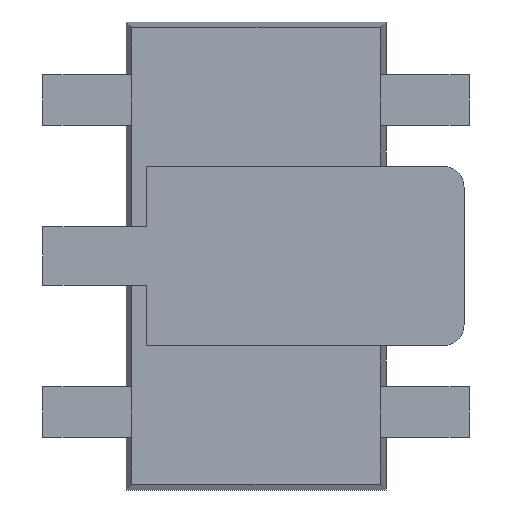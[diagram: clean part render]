
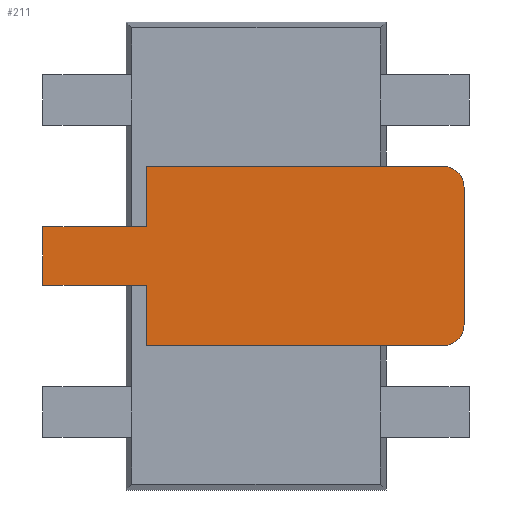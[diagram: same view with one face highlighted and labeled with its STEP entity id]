
A CAD part, front view. The second image highlights one B-rep face of the part: STEP entity #211.
In plain terms, the highlighted planar face has unit normal (0, -1, 0).
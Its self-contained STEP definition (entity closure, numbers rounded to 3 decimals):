
#4 = DIRECTION ( 'NONE',  ( 0., 1., 0. ) ) ;
#14 = VECTOR ( 'NONE', #554, 1000. ) ;
#67 = LINE ( 'NONE', #570, #14 ) ;
#85 = EDGE_CURVE ( 'NONE', #2107, #1236, #1942, .T. ) ;
#96 = CARTESIAN_POINT ( 'NONE',  ( -2.05, 0., -0.28 ) ) ;
#132 = CARTESIAN_POINT ( 'NONE',  ( 1.8, 0., -0.663 ) ) ;
#189 = CARTESIAN_POINT ( 'NONE',  ( 2., 0., 0.663 ) ) ;
#192 = DIRECTION ( 'NONE',  ( 0., 0., 1. ) ) ;
#211 = ADVANCED_FACE ( 'NONE', ( #391 ), #1323, .F. ) ;
#224 = CARTESIAN_POINT ( 'NONE',  ( 1.8, 0., -0.863 ) ) ;
#271 = EDGE_CURVE ( 'NONE', #2097, #679, #1565, .T. ) ;
#291 = CARTESIAN_POINT ( 'NONE',  ( -1.05, 0., 0.28 ) ) ;
#300 = LINE ( 'NONE', #291, #1622 ) ;
#311 = VECTOR ( 'NONE', #1897, 1000. ) ;
#337 = ORIENTED_EDGE ( 'NONE', *, *, #1759, .F. ) ;
#349 = CARTESIAN_POINT ( 'NONE',  ( 1.8, 0., 0.862 ) ) ;
#351 = ORIENTED_EDGE ( 'NONE', *, *, #1548, .F. ) ;
#379 = ORIENTED_EDGE ( 'NONE', *, *, #85, .F. ) ;
#391 = FACE_OUTER_BOUND ( 'NONE', #1881, .T. ) ;
#502 = CARTESIAN_POINT ( 'NONE',  ( -1.05, 0., -0.28 ) ) ;
#554 = DIRECTION ( 'NONE',  ( -1., 0., 0. ) ) ;
#570 = CARTESIAN_POINT ( 'NONE',  ( -1.05, 0., -0.863 ) ) ;
#603 = DIRECTION ( 'NONE',  ( 0., 0., 1. ) ) ;
#604 = DIRECTION ( 'NONE',  ( -1., 0., 0. ) ) ;
#628 = DIRECTION ( 'NONE',  ( 0., 1., 0. ) ) ;
#676 = CARTESIAN_POINT ( 'NONE',  ( -1.05, 0., 0.28 ) ) ;
#679 = VERTEX_POINT ( 'NONE', #1980 ) ;
#706 = VECTOR ( 'NONE', #603, 1000. ) ;
#712 = VECTOR ( 'NONE', #1964, 1000. ) ;
#721 = CARTESIAN_POINT ( 'NONE',  ( -2.05, 0., -0.28 ) ) ;
#764 = CARTESIAN_POINT ( 'NONE',  ( -1.05, 0., 0.863 ) ) ;
#804 = CARTESIAN_POINT ( 'NONE',  ( -1.05, 0., -0.863 ) ) ;
#823 = LINE ( 'NONE', #502, #712 ) ;
#835 = VERTEX_POINT ( 'NONE', #764 ) ;
#860 = EDGE_CURVE ( 'NONE', #1236, #969, #67, .T. ) ;
#964 = EDGE_CURVE ( 'NONE', #1585, #835, #300, .T. ) ;
#969 = VERTEX_POINT ( 'NONE', #804 ) ;
#990 = DIRECTION ( 'NONE',  ( 1., 0., 0. ) ) ;
#1020 = CARTESIAN_POINT ( 'NONE',  ( 1.8, 0., 0.663 ) ) ;
#1046 = ORIENTED_EDGE ( 'NONE', *, *, #271, .F. ) ;
#1107 = LINE ( 'NONE', #2076, #1607 ) ;
#1141 = ORIENTED_EDGE ( 'NONE', *, *, #1170, .F. ) ;
#1170 = EDGE_CURVE ( 'NONE', #679, #1585, #2010, .T. ) ;
#1173 = DIRECTION ( 'NONE',  ( 0., 0., 1. ) ) ;
#1236 = VERTEX_POINT ( 'NONE', #224 ) ;
#1283 = VECTOR ( 'NONE', #990, 1000. ) ;
#1284 = CIRCLE ( 'NONE', #2007, 0.2 ) ;
#1289 = DIRECTION ( 'NONE',  ( 0., 0., 1. ) ) ;
#1310 = VERTEX_POINT ( 'NONE', #349 ) ;
#1323 = PLANE ( 'NONE',  #1909 ) ;
#1373 = CARTESIAN_POINT ( 'NONE',  ( 2., 0., 0.663 ) ) ;
#1397 = AXIS2_PLACEMENT_3D ( 'NONE', #132, #628, #1793 ) ;
#1406 = LINE ( 'NONE', #2061, #311 ) ;
#1484 = EDGE_CURVE ( 'NONE', #1537, #2097, #1107, .T. ) ;
#1485 = CARTESIAN_POINT ( 'NONE',  ( 1.8, 0., 0.663 ) ) ;
#1537 = VERTEX_POINT ( 'NONE', #1819 ) ;
#1548 = EDGE_CURVE ( 'NONE', #969, #1537, #823, .T. ) ;
#1565 = LINE ( 'NONE', #96, #706 ) ;
#1568 = ORIENTED_EDGE ( 'NONE', *, *, #964, .F. ) ;
#1585 = VERTEX_POINT ( 'NONE', #676 ) ;
#1607 = VECTOR ( 'NONE', #604, 1000. ) ;
#1618 = ORIENTED_EDGE ( 'NONE', *, *, #1484, .F. ) ;
#1622 = VECTOR ( 'NONE', #1289, 1000. ) ;
#1654 = VECTOR ( 'NONE', #2031, 1000. ) ;
#1669 = DIRECTION ( 'NONE',  ( 0., 1., 0. ) ) ;
#1675 = EDGE_CURVE ( 'NONE', #2029, #2107, #1877, .T. ) ;
#1749 = ORIENTED_EDGE ( 'NONE', *, *, #1675, .F. ) ;
#1759 = EDGE_CURVE ( 'NONE', #1310, #2029, #1284, .T. ) ;
#1779 = ORIENTED_EDGE ( 'NONE', *, *, #860, .F. ) ;
#1793 = DIRECTION ( 'NONE',  ( 0., 0., -1. ) ) ;
#1819 = CARTESIAN_POINT ( 'NONE',  ( -1.05, 0., -0.28 ) ) ;
#1877 = LINE ( 'NONE', #1373, #1654 ) ;
#1881 = EDGE_LOOP ( 'NONE', ( #1141, #1046, #1618, #351, #1779, #379, #1749, #337, #2067, #1568 ) ) ;
#1897 = DIRECTION ( 'NONE',  ( 1., 0., 0. ) ) ;
#1909 = AXIS2_PLACEMENT_3D ( 'NONE', #1485, #4, #1173 ) ;
#1927 = EDGE_CURVE ( 'NONE', #835, #1310, #1406, .T. ) ;
#1942 = CIRCLE ( 'NONE', #1397, 0.2 ) ;
#1964 = DIRECTION ( 'NONE',  ( 0., 0., 1. ) ) ;
#1980 = CARTESIAN_POINT ( 'NONE',  ( -2.05, 0., 0.28 ) ) ;
#2000 = CARTESIAN_POINT ( 'NONE',  ( -2.05, 0., 0.28 ) ) ;
#2007 = AXIS2_PLACEMENT_3D ( 'NONE', #1020, #1669, #192 ) ;
#2010 = LINE ( 'NONE', #2000, #1283 ) ;
#2028 = CARTESIAN_POINT ( 'NONE',  ( 2., 0., -0.663 ) ) ;
#2029 = VERTEX_POINT ( 'NONE', #189 ) ;
#2031 = DIRECTION ( 'NONE',  ( 0., 0., -1. ) ) ;
#2061 = CARTESIAN_POINT ( 'NONE',  ( -1.05, 0., 0.863 ) ) ;
#2067 = ORIENTED_EDGE ( 'NONE', *, *, #1927, .F. ) ;
#2076 = CARTESIAN_POINT ( 'NONE',  ( -2.05, 0., -0.28 ) ) ;
#2097 = VERTEX_POINT ( 'NONE', #721 ) ;
#2107 = VERTEX_POINT ( 'NONE', #2028 ) ;
